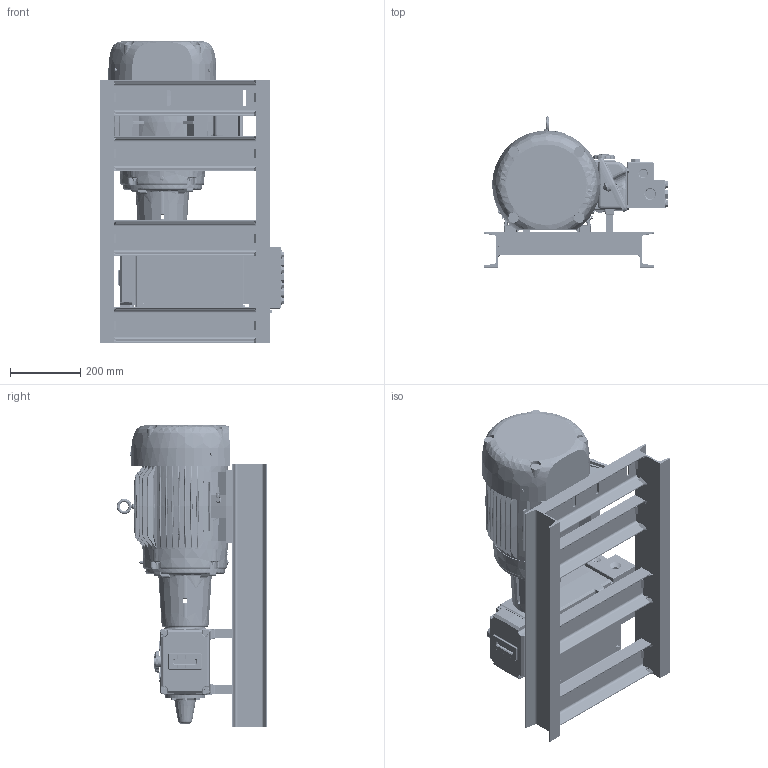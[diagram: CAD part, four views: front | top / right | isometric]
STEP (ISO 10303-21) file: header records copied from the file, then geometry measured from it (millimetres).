
FILE_DESCRIPTION (( 'STEP AP203' ), '1' );
FILE_NAME ('50015EV EGP 03HP (GEA3HP3).STEP', '2017-05-08T13:02:50', ( '' ), ( '' ), 'SwSTEP 2.0', 'SolidWorks 2016', '' );
FILE_SCHEMA (( 'CONFIG_CONTROL_DESIGN' ));
Products named in the file (1): 50015EV EGP 03HP (GEA3HP3)
Bounding box: 526.85 x 430.42 x 860.11 mm (x, y, z)
Surface area: 3179572.1 mm2 (no closed solid volume)
Topology: 0 solids, 240 shells, 4682 faces, 15609 edges, 10993 vertices
Faces by surface type: plane 1770, bspline 1202, cylinder 887, cone 724, torus 81, sphere 18
Entity records: 240153 total; most frequent: CARTESIAN_POINT 119911, ORIENTED_EDGE 26111, DIRECTION 20663, EDGE_CURVE 15489, VERTEX_POINT 10993, AXIS2_PLACEMENT_3D 7053, LINE 6557, VECTOR 6557
